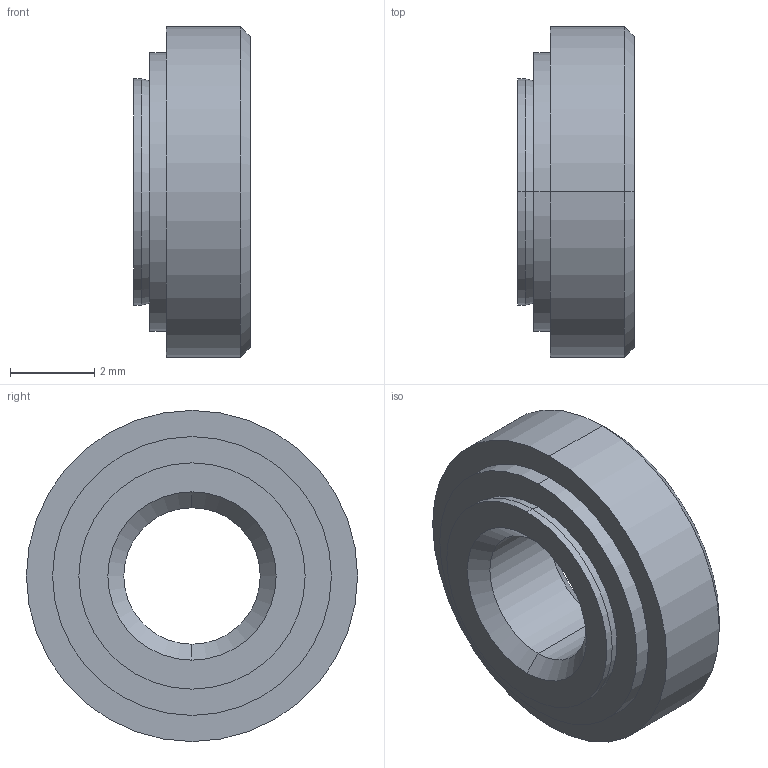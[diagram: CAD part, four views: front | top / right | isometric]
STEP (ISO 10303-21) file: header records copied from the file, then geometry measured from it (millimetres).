
FILE_DESCRIPTION (( 'STEP AP214' ), '1' );
FILE_NAME ('P0000010528.STEP', '2025-11-04T10:06:23', ( 'Microsoft' ), ( 'Microsoft' ), 'SwSTEP 2.0', 'SolidWorks 2025', '' );
FILE_SCHEMA (( 'AUTOMOTIVE_DESIGN' ));
Length unit declared in the file: millimetre
Products named in the file (1): P0000010528
Bounding box: 2.77 x 7.87 x 7.87 mm (x, y, z)
Volume: 94.1 mm3; surface area: 166.4 mm2
Topology: 1 solids, 1 shells, 59 faces, 145 edges, 94 vertices
Faces by surface type: plane 41, cylinder 10, cone 8
Entity records: 1750 total; most frequent: CARTESIAN_POINT 299, DIRECTION 293, ORIENTED_EDGE 290, EDGE_CURVE 145, VECTOR 117, LINE 117, VERTEX_POINT 94, AXIS2_PLACEMENT_3D 88
